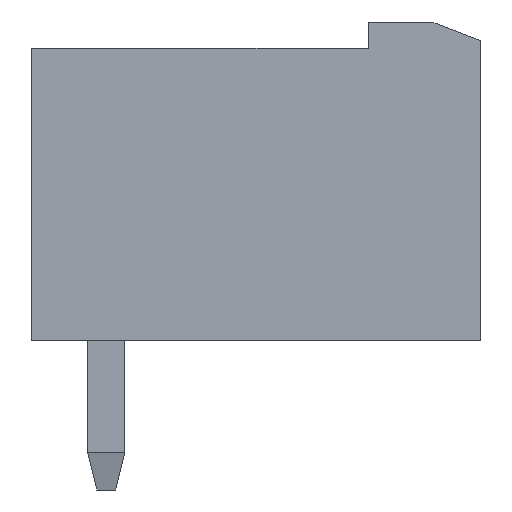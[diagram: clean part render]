
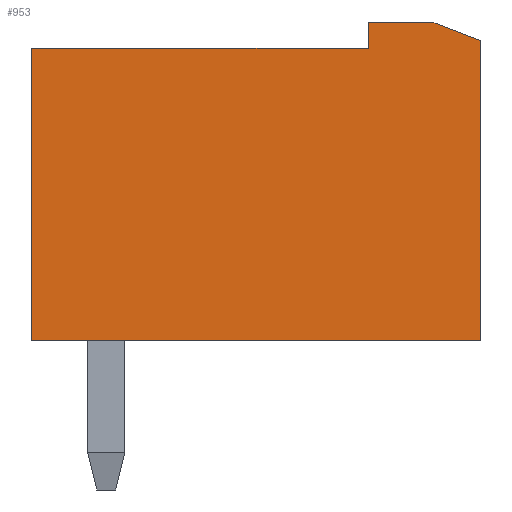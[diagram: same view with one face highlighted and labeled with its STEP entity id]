
A CAD part, left-side view. The second image highlights one B-rep face of the part: STEP entity #953.
In plain terms, the highlighted planar face has unit normal (-1, 0, 0).
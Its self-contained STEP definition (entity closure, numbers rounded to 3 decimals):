
#953 = ADVANCED_FACE('',(#954),#1012,.T.);
#954 = FACE_BOUND('',#955,.T.);
#955 = EDGE_LOOP('',(#956,#966,#974,#982,#990,#998,#1006));
#956 = ORIENTED_EDGE('',*,*,#957,.F.);
#957 = EDGE_CURVE('',#958,#960,#962,.T.);
#958 = VERTEX_POINT('',#959);
#959 = CARTESIAN_POINT('',(-23.2,-9.95,8.));
#960 = VERTEX_POINT('',#961);
#961 = CARTESIAN_POINT('',(-23.2,-9.95,0.));
#962 = LINE('',#963,#964);
#963 = CARTESIAN_POINT('',(-23.2,-9.95,8.));
#964 = VECTOR('',#965,1.);
#965 = DIRECTION('',(0.,0.,-1.));
#966 = ORIENTED_EDGE('',*,*,#967,.T.);
#967 = EDGE_CURVE('',#958,#968,#970,.T.);
#968 = VERTEX_POINT('',#969);
#969 = CARTESIAN_POINT('',(-23.2,-8.65,8.5));
#970 = LINE('',#971,#972);
#971 = CARTESIAN_POINT('',(-23.2,-9.95,8.));
#972 = VECTOR('',#973,1.);
#973 = DIRECTION('',(0.,0.933,0.359));
#974 = ORIENTED_EDGE('',*,*,#975,.F.);
#975 = EDGE_CURVE('',#976,#968,#978,.T.);
#976 = VERTEX_POINT('',#977);
#977 = CARTESIAN_POINT('',(-23.2,-6.95,8.5));
#978 = LINE('',#979,#980);
#979 = CARTESIAN_POINT('',(-23.2,-6.95,8.5));
#980 = VECTOR('',#981,1.);
#981 = DIRECTION('',(0.,-1.,0.));
#982 = ORIENTED_EDGE('',*,*,#983,.T.);
#983 = EDGE_CURVE('',#976,#984,#986,.T.);
#984 = VERTEX_POINT('',#985);
#985 = CARTESIAN_POINT('',(-23.2,-6.95,7.8));
#986 = LINE('',#987,#988);
#987 = CARTESIAN_POINT('',(-23.2,-6.95,8.5));
#988 = VECTOR('',#989,1.);
#989 = DIRECTION('',(0.,0.,-1.));
#990 = ORIENTED_EDGE('',*,*,#991,.T.);
#991 = EDGE_CURVE('',#984,#992,#994,.T.);
#992 = VERTEX_POINT('',#993);
#993 = CARTESIAN_POINT('',(-23.2,2.05,7.8));
#994 = LINE('',#995,#996);
#995 = CARTESIAN_POINT('',(-23.2,-6.95,7.8));
#996 = VECTOR('',#997,1.);
#997 = DIRECTION('',(0.,1.,0.));
#998 = ORIENTED_EDGE('',*,*,#999,.F.);
#999 = EDGE_CURVE('',#1000,#992,#1002,.T.);
#1000 = VERTEX_POINT('',#1001);
#1001 = CARTESIAN_POINT('',(-23.2,2.05,0.));
#1002 = LINE('',#1003,#1004);
#1003 = CARTESIAN_POINT('',(-23.2,2.05,0.));
#1004 = VECTOR('',#1005,1.);
#1005 = DIRECTION('',(0.,0.,1.));
#1006 = ORIENTED_EDGE('',*,*,#1007,.F.);
#1007 = EDGE_CURVE('',#960,#1000,#1008,.T.);
#1008 = LINE('',#1009,#1010);
#1009 = CARTESIAN_POINT('',(-23.2,-9.95,0.));
#1010 = VECTOR('',#1011,1.);
#1011 = DIRECTION('',(0.,1.,0.));
#1012 = PLANE('',#1013);
#1013 = AXIS2_PLACEMENT_3D('',#1014,#1015,#1016);
#1014 = CARTESIAN_POINT('',(-23.2,4.339,-6.15));
#1015 = DIRECTION('',(-1.,0.,0.));
#1016 = DIRECTION('',(0.,-1.,0.));
